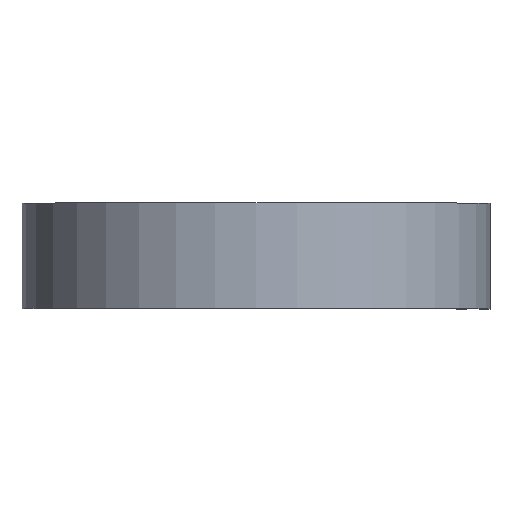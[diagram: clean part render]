
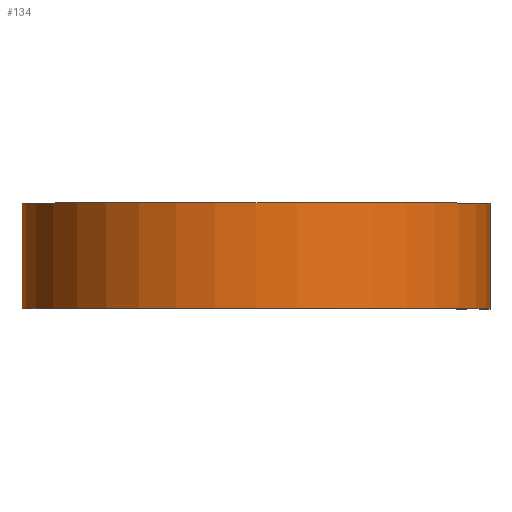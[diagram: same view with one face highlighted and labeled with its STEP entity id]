
A CAD part, top view. The second image highlights one B-rep face of the part: STEP entity #134.
In plain terms, the highlighted cylindrical face has radius 28.207 mm (diameter 56.413 mm), a partial arc.
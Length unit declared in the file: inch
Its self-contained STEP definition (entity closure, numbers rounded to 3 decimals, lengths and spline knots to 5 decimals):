
#16 = VERTEX_POINT ( 'NONE', #380 ) ;
#17 = EDGE_CURVE ( 'NONE', #174, #363, #511, .T. ) ;
#73 = ORIENTED_EDGE ( 'NONE', *, *, #414, .F. ) ;
#96 = DIRECTION ( 'NONE',  ( 0., -1., 0. ) ) ;
#105 = DIRECTION ( 'NONE',  ( 0., 1., 0. ) ) ;
#134 = ADVANCED_FACE ( 'NONE', ( #166 ), #559, .T. ) ;
#136 = EDGE_CURVE ( 'NONE', #283, #363, #557, .T. ) ;
#148 = CARTESIAN_POINT ( 'NONE',  ( 0., 0.25, 0. ) ) ;
#160 = EDGE_CURVE ( 'NONE', #16, #283, #552, .T. ) ;
#166 = FACE_OUTER_BOUND ( 'NONE', #615, .T. ) ;
#167 = VECTOR ( 'NONE', #658, 39.37008 ) ;
#174 = VERTEX_POINT ( 'NONE', #671 ) ;
#237 = ORIENTED_EDGE ( 'NONE', *, *, #136, .T. ) ;
#279 = CARTESIAN_POINT ( 'NONE',  ( 1.1105, -0.25, 0. ) ) ;
#283 = VERTEX_POINT ( 'NONE', #405 ) ;
#315 = ORIENTED_EDGE ( 'NONE', *, *, #17, .F. ) ;
#358 = CARTESIAN_POINT ( 'NONE',  ( 0., 0.25, 0. ) ) ;
#363 = VERTEX_POINT ( 'NONE', #279 ) ;
#380 = CARTESIAN_POINT ( 'NONE',  ( 0., 0.25, -1.1105 ) ) ;
#405 = CARTESIAN_POINT ( 'NONE',  ( 0., -0.25, -1.1105 ) ) ;
#414 = EDGE_CURVE ( 'NONE', #16, #174, #733, .T. ) ;
#491 = DIRECTION ( 'NONE',  ( 0., -1., 0. ) ) ;
#493 = DIRECTION ( 'NONE',  ( 0., 0., -1. ) ) ;
#511 = LINE ( 'NONE', #680, #512 ) ;
#512 = VECTOR ( 'NONE', #96, 39.37008 ) ;
#549 = AXIS2_PLACEMENT_3D ( 'NONE', #602, #613, #619 ) ;
#552 = LINE ( 'NONE', #635, #167 ) ;
#557 = CIRCLE ( 'NONE', #549, 1.1105 ) ;
#559 = CYLINDRICAL_SURFACE ( 'NONE', #674, 1.1105 ) ;
#585 = ORIENTED_EDGE ( 'NONE', *, *, #160, .T. ) ;
#602 = CARTESIAN_POINT ( 'NONE',  ( 0., -0.25, 0. ) ) ;
#613 = DIRECTION ( 'NONE',  ( 0., 1., 0. ) ) ;
#615 = EDGE_LOOP ( 'NONE', ( #237, #315, #73, #585 ) ) ;
#619 = DIRECTION ( 'NONE',  ( 1., 0., 0. ) ) ;
#635 = CARTESIAN_POINT ( 'NONE',  ( 0., 0.25, -1.1105 ) ) ;
#647 = DIRECTION ( 'NONE',  ( 1., 0., 0. ) ) ;
#658 = DIRECTION ( 'NONE',  ( 0., -1., 0. ) ) ;
#662 = AXIS2_PLACEMENT_3D ( 'NONE', #148, #105, #647 ) ;
#671 = CARTESIAN_POINT ( 'NONE',  ( 1.1105, 0.25, 0. ) ) ;
#674 = AXIS2_PLACEMENT_3D ( 'NONE', #358, #491, #493 ) ;
#680 = CARTESIAN_POINT ( 'NONE',  ( 1.1105, 0.25, 0. ) ) ;
#733 = CIRCLE ( 'NONE', #662, 1.1105 ) ;
